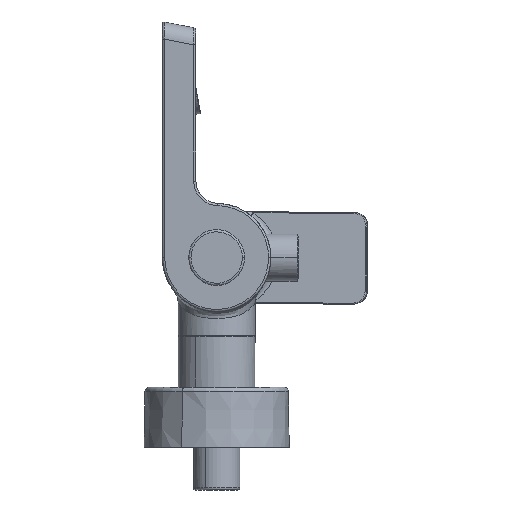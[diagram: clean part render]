
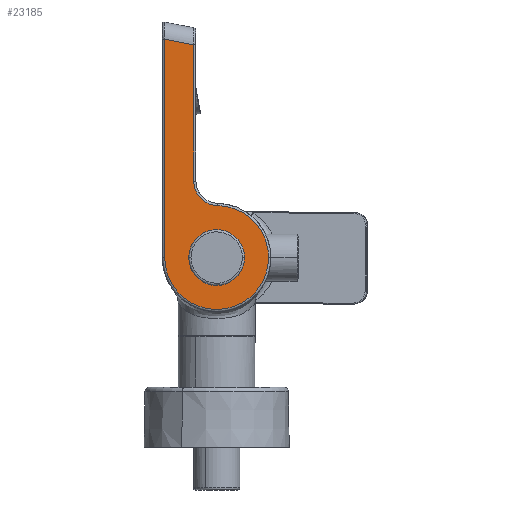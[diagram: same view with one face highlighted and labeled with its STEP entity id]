
A CAD part, left-side view. The second image highlights one B-rep face of the part: STEP entity #23185.
In plain terms, the highlighted planar face has unit normal (-1, 0, 0).
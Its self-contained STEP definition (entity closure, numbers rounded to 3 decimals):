
#7 = CARTESIAN_POINT ( 'NONE',  ( -107.5, 23.25, 64.478 ) ) ;
#212 = CARTESIAN_POINT ( 'NONE',  ( -107.5, -12.387, 0. ) ) ;
#442 = DIRECTION ( 'NONE',  ( -1., 0., 0. ) ) ;
#573 = CARTESIAN_POINT ( 'NONE',  ( -107.5, -0.75, 34.242 ) ) ;
#602 = DIRECTION ( 'NONE',  ( -1., 0., 0. ) ) ;
#1094 = CARTESIAN_POINT ( 'NONE',  ( -107.5, 0., 0. ) ) ;
#1171 = AXIS2_PLACEMENT_3D ( 'NONE', #10963, #23847, #1899 ) ;
#1182 = FACE_BOUND ( 'NONE', #12556, .T. ) ;
#1574 = ORIENTED_EDGE ( 'NONE', *, *, #4672, .F. ) ;
#1621 = CARTESIAN_POINT ( 'NONE',  ( -107.5, 0., 0. ) ) ;
#1670 = CARTESIAN_POINT ( 'NONE',  ( -107.5, 23.25, 0. ) ) ;
#1899 = DIRECTION ( 'NONE',  ( 0., 0., 1. ) ) ;
#1924 = DIRECTION ( 'NONE',  ( 0., -1., 0. ) ) ;
#2291 = EDGE_CURVE ( 'NONE', #10167, #10904, #6932, .T. ) ;
#2493 = CIRCLE ( 'NONE', #18668, 11. ) ;
#3050 = VERTEX_POINT ( 'NONE', #12504 ) ;
#3521 = EDGE_CURVE ( 'NONE', #10904, #21208, #10101, .T. ) ;
#4192 = AXIS2_PLACEMENT_3D ( 'NONE', #1621, #13015, #1924 ) ;
#4672 = EDGE_CURVE ( 'NONE', #16115, #8887, #16438, .T. ) ;
#5483 = CARTESIAN_POINT ( 'NONE',  ( -107.5, 23.268, 97.769 ) ) ;
#5606 = CIRCLE ( 'NONE', #4192, 23.25 ) ;
#6251 = DIRECTION ( 'NONE',  ( 0., 0., 1. ) ) ;
#6839 = CARTESIAN_POINT ( 'NONE',  ( -107.5, 10.25, 0. ) ) ;
#6932 = B_SPLINE_CURVE_WITH_KNOTS ( 'NONE', 3,
 ( #5483, #7347, #7, #14790 ),
 .UNSPECIFIED., .F., .F.,
 ( 4, 4 ),
 ( 0., 1. ),
 .UNSPECIFIED. ) ;
#7064 = CARTESIAN_POINT ( 'NONE',  ( -107.5, 10.25, 95.238 ) ) ;
#7215 = CARTESIAN_POINT ( 'NONE',  ( -107.5, 23.268, 97.769 ) ) ;
#7347 = CARTESIAN_POINT ( 'NONE',  ( -107.5, 23.256, 97.068 ) ) ;
#7787 = EDGE_CURVE ( 'NONE', #8887, #16115, #8568, .T. ) ;
#7887 = VERTEX_POINT ( 'NONE', #22950 ) ;
#7958 = AXIS2_PLACEMENT_3D ( 'NONE', #22629, #442, #6251 ) ;
#8189 = DIRECTION ( 'NONE',  ( 0., 0., 1. ) ) ;
#8267 = DIRECTION ( 'NONE',  ( -1., 0., 0. ) ) ;
#8568 = CIRCLE ( 'NONE', #10306, 12.387 ) ;
#8594 = DIRECTION ( 'NONE',  ( 0., -1., 0. ) ) ;
#8887 = VERTEX_POINT ( 'NONE', #15661 ) ;
#9315 = VERTEX_POINT ( 'NONE', #7064 ) ;
#10025 = DIRECTION ( 'NONE',  ( 1., 0., 0. ) ) ;
#10101 = CIRCLE ( 'NONE', #19706, 23.25 ) ;
#10167 = VERTEX_POINT ( 'NONE', #7215 ) ;
#10232 = EDGE_CURVE ( 'NONE', #7887, #3050, #2493, .T. ) ;
#10306 = AXIS2_PLACEMENT_3D ( 'NONE', #22865, #602, #8189 ) ;
#10521 = ORIENTED_EDGE ( 'NONE', *, *, #3521, .T. ) ;
#10715 = EDGE_CURVE ( 'NONE', #3050, #9315, #20685, .T. ) ;
#10904 = VERTEX_POINT ( 'NONE', #1670 ) ;
#10963 = CARTESIAN_POINT ( 'NONE',  ( -107.5, 0., 0. ) ) ;
#12504 = CARTESIAN_POINT ( 'NONE',  ( -107.5, 10.25, 34.242 ) ) ;
#12556 = EDGE_LOOP ( 'NONE', ( #1574, #17858 ) ) ;
#13015 = DIRECTION ( 'NONE',  ( -1., 0., 0. ) ) ;
#14552 = EDGE_CURVE ( 'NONE', #21208, #7887, #5606, .T. ) ;
#14790 = CARTESIAN_POINT ( 'NONE',  ( -107.5, 23.25, 0. ) ) ;
#14921 = EDGE_LOOP ( 'NONE', ( #22909, #18834, #10521, #18700, #18611, #21489 ) ) ;
#15418 = CARTESIAN_POINT ( 'NONE',  ( -107.5, -17.465, 89.851 ) ) ;
#15661 = CARTESIAN_POINT ( 'NONE',  ( -107.5, 12.387, 0. ) ) ;
#15798 = EDGE_CURVE ( 'NONE', #9315, #10167, #16884, .T. ) ;
#16115 = VERTEX_POINT ( 'NONE', #212 ) ;
#16217 = CARTESIAN_POINT ( 'NONE',  ( -107.5, -23.25, 0. ) ) ;
#16438 = CIRCLE ( 'NONE', #7958, 12.387 ) ;
#16884 = LINE ( 'NONE', #15418, #18890 ) ;
#17858 = ORIENTED_EDGE ( 'NONE', *, *, #7787, .F. ) ;
#18611 = ORIENTED_EDGE ( 'NONE', *, *, #10232, .T. ) ;
#18668 = AXIS2_PLACEMENT_3D ( 'NONE', #573, #10025, #22915 ) ;
#18700 = ORIENTED_EDGE ( 'NONE', *, *, #14552, .T. ) ;
#18834 = ORIENTED_EDGE ( 'NONE', *, *, #2291, .T. ) ;
#18890 = VECTOR ( 'NONE', #19055, 1000. ) ;
#19055 = DIRECTION ( 'NONE',  ( 0., 0.982, 0.191 ) ) ;
#19706 = AXIS2_PLACEMENT_3D ( 'NONE', #1094, #8267, #8594 ) ;
#20685 = LINE ( 'NONE', #6839, #23012 ) ;
#21208 = VERTEX_POINT ( 'NONE', #16217 ) ;
#21489 = ORIENTED_EDGE ( 'NONE', *, *, #10715, .T. ) ;
#21621 = DIRECTION ( 'NONE',  ( 0., 0., 1. ) ) ;
#21677 = FACE_OUTER_BOUND ( 'NONE', #14921, .T. ) ;
#21927 = PLANE ( 'NONE',  #1171 ) ;
#22629 = CARTESIAN_POINT ( 'NONE',  ( -107.5, 0., 0. ) ) ;
#22865 = CARTESIAN_POINT ( 'NONE',  ( -107.5, 0., 0. ) ) ;
#22909 = ORIENTED_EDGE ( 'NONE', *, *, #15798, .T. ) ;
#22915 = DIRECTION ( 'NONE',  ( 0., -1., 0. ) ) ;
#22950 = CARTESIAN_POINT ( 'NONE',  ( -107.5, -0.509, 23.244 ) ) ;
#23012 = VECTOR ( 'NONE', #21621, 1000. ) ;
#23185 = ADVANCED_FACE ( 'NONE', ( #1182, #21677 ), #21927, .T. ) ;
#23847 = DIRECTION ( 'NONE',  ( -1., 0., 0. ) ) ;
